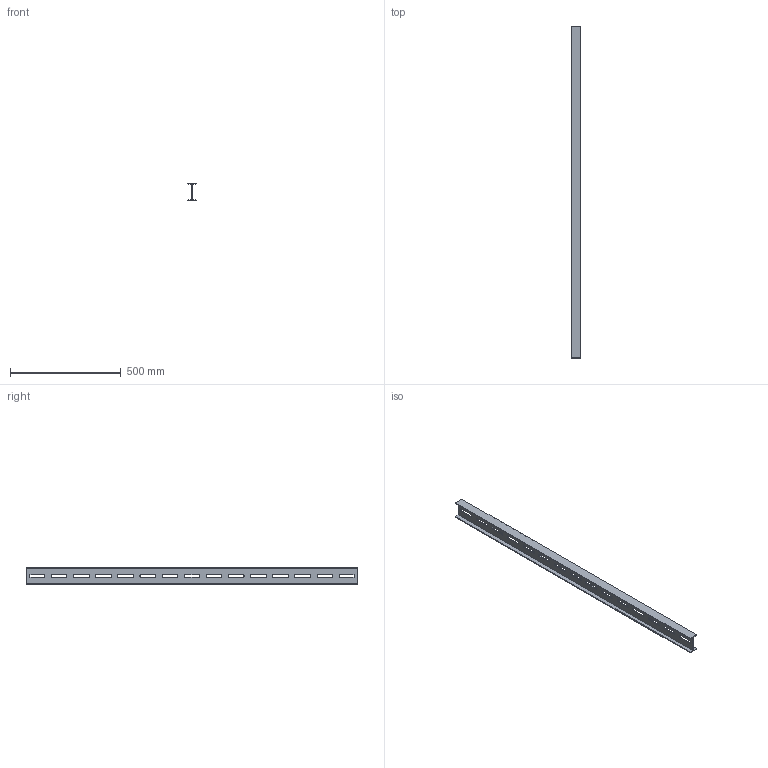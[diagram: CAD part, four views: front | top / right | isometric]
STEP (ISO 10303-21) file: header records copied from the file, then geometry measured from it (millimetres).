
FILE_DESCRIPTION((''),'2;1');
FILE_NAME('700216_PRT','2019-03-26T10:35:51',('tomasz.grudniewski'),(''),'CREO PARAMETRIC BY PTC INC, 2018500','CREO PARAMETRIC BY PTC INC, 2018500','');
FILE_SCHEMA(('CONFIG_CONTROL_DESIGN'));
Length unit declared in the file: millimetre
Products named in the file (1): 700216_PRT
Bounding box: 42 x 1500 x 80 mm (x, y, z)
Volume: 994511.9 mm3; surface area: 450971.8 mm2
Topology: 1 solids, 1 shells, 138 faces, 408 edges, 272 vertices
Faces by surface type: plane 78, cylinder 60
Entity records: 4730 total; most frequent: CARTESIAN_POINT 818, ORIENTED_EDGE 816, DIRECTION 804, EDGE_CURVE 408, VECTOR 288, LINE 288, VERTEX_POINT 272, AXIS2_PLACEMENT_3D 258
